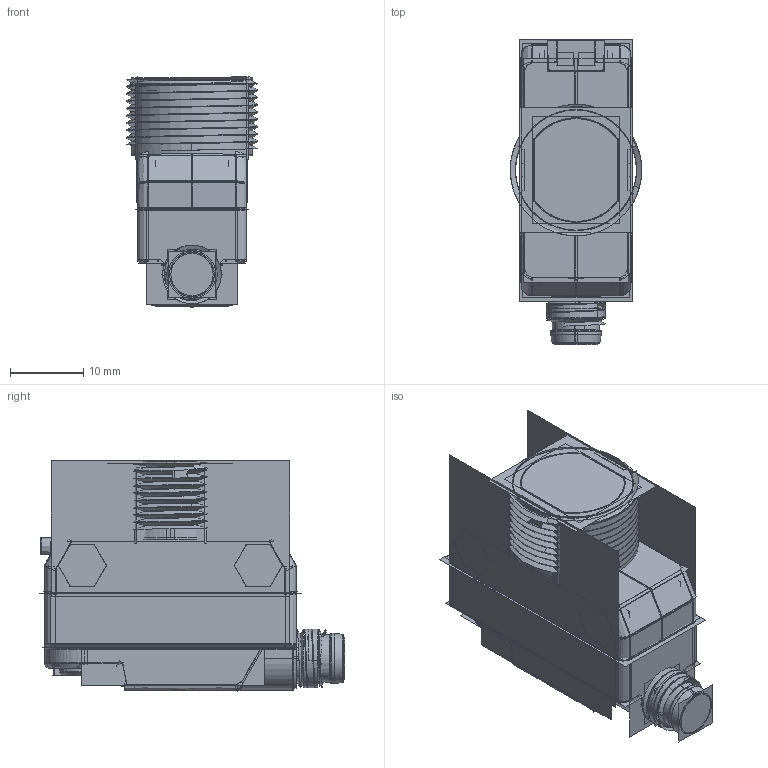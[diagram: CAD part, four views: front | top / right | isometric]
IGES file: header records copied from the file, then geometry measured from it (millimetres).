
Start section:  PTC IGES file: 195815.igs
Global section: file name: 195815.igs; native system: Creo Parametric by Parametric Technology Corporation; preprocessor: 2016010; author: PDMAdmin; organization: Unknown; date: 20160721.163217; units: millimetre
Bounding box: 18 x 41.8 x 31.63 mm (x, y, z)
Volume: 5479.6 mm3; surface area: 68722.8 mm2
Topology: 14 solids, 16 shells, 3060 faces, 15192 edges, 18931 vertices
Faces by surface type: bspline 1768, revolution 1292
